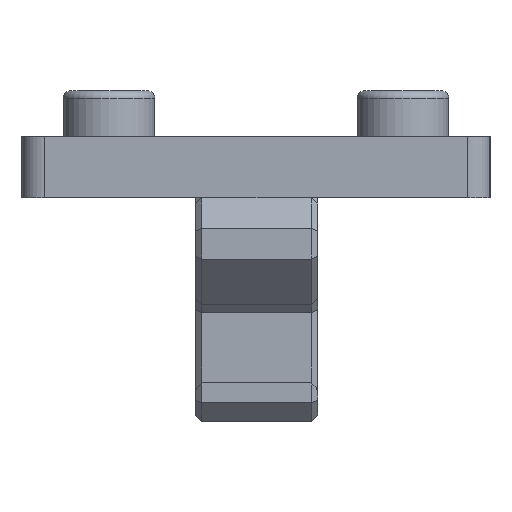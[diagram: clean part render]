
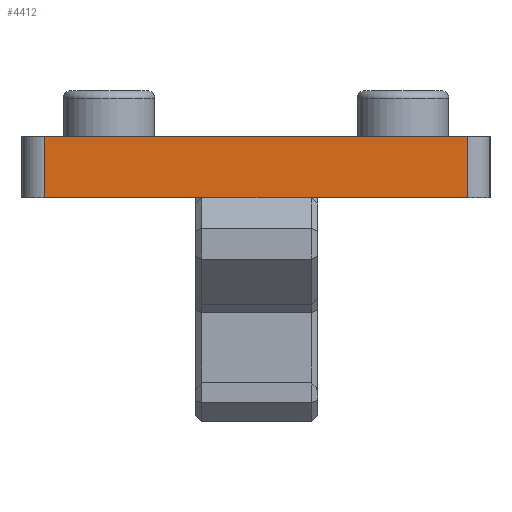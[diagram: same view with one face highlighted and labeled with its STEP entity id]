
A CAD part, left-side view. The second image highlights one B-rep face of the part: STEP entity #4412.
In plain terms, the highlighted planar face has unit normal (-1, 0, 0).
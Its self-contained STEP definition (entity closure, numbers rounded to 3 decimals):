
#500=FACE_OUTER_BOUND('',#808,.T.);
#808=EDGE_LOOP('',(#3945,#3946,#3947,#3948));
#1239=LINE('',#6922,#1729);
#1255=LINE('',#7017,#1745);
#1295=LINE('',#7243,#1785);
#1297=LINE('',#7246,#1787);
#1729=VECTOR('',#5630,10.);
#1745=VECTOR('',#5716,10.);
#1785=VECTOR('',#6010,10.);
#1787=VECTOR('',#6014,10.);
#2044=VERTEX_POINT('',#6919);
#2045=VERTEX_POINT('',#6921);
#2088=VERTEX_POINT('',#7014);
#2089=VERTEX_POINT('',#7016);
#2590=EDGE_CURVE('',#2045,#2044,#1239,.T.);
#2638=EDGE_CURVE('',#2088,#2089,#1255,.T.);
#2745=EDGE_CURVE('',#2045,#2088,#1295,.T.);
#2747=EDGE_CURVE('',#2089,#2044,#1297,.T.);
#3945=ORIENTED_EDGE('',*,*,#2747,.F.);
#3946=ORIENTED_EDGE('',*,*,#2638,.F.);
#3947=ORIENTED_EDGE('',*,*,#2745,.F.);
#3948=ORIENTED_EDGE('',*,*,#2590,.T.);
#4154=PLANE('',#4787);
#4412=ADVANCED_FACE('',(#500),#4154,.T.);
#4787=AXIS2_PLACEMENT_3D('',#7252,#6024,#6025);
#5630=DIRECTION('',(0.,-1.,0.));
#5716=DIRECTION('',(0.,-1.,0.));
#6010=DIRECTION('',(0.,0.,1.));
#6014=DIRECTION('',(0.,0.,-1.));
#6024=DIRECTION('center_axis',(-1.,0.,0.));
#6025=DIRECTION('ref_axis',(0.,-1.,0.));
#6919=CARTESIAN_POINT('',(-43.,-13.8,0.));
#6921=CARTESIAN_POINT('',(-43.,13.8,0.));
#6922=CARTESIAN_POINT('',(-43.,15.3,0.));
#7014=CARTESIAN_POINT('',(-43.,13.8,4.));
#7016=CARTESIAN_POINT('',(-43.,-13.8,4.));
#7017=CARTESIAN_POINT('',(-43.,15.3,4.));
#7243=CARTESIAN_POINT('',(-43.,13.8,0.));
#7246=CARTESIAN_POINT('',(-43.,-13.8,0.));
#7252=CARTESIAN_POINT('Origin',(-43.,15.3,0.));
